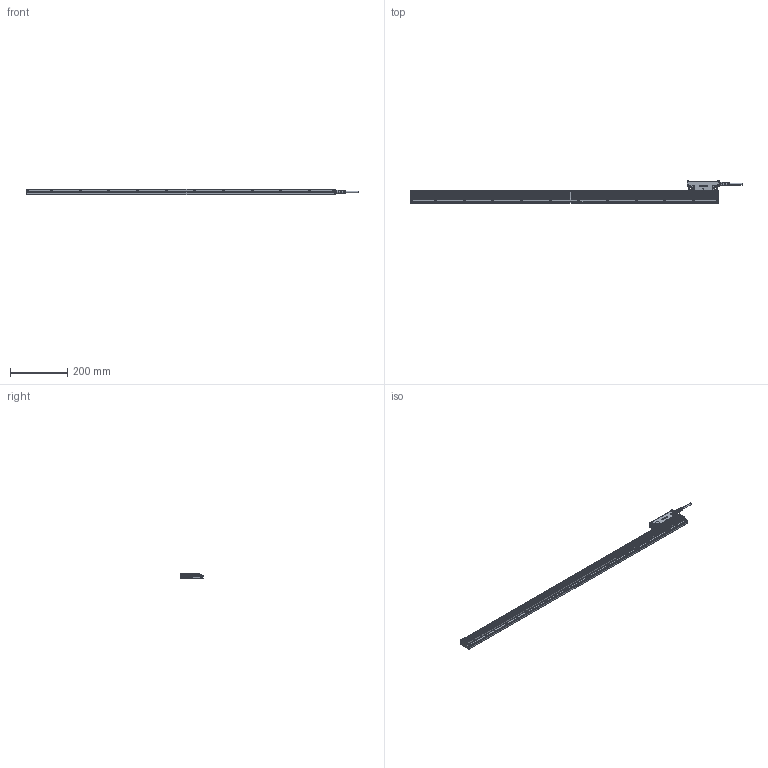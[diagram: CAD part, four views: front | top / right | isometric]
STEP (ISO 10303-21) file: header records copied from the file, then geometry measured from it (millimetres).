
FILE_DESCRIPTION(('CATIA V5 STEP','CAx-IF Rec.Pracs.--- Model Styling and Organization---1.4--- 2014-01-23'),'2;1');
FILE_NAME('SQ57-097-L.stp','2021-01-04T05:33:25+00:00',('none'),('none'),'CATIA Version 5-6 Release 2017 SP5','CATIA V5 STEP AP214','none');
FILE_SCHEMA(('AUTOMOTIVE_DESIGN { 1 0 10303 214 1 1 1 1 }'));
Products named in the file (4): SQ57-097-L; Head ASSY L; Scale cover 970; Scale base 970
Assembly tree (3 placements, depth 2):
  SQ57-097-L
    Head ASSY L
    Scale cover 970
    Scale base 970
Bounding box: 1160.5 x 77.01 x 20 mm (x, y, z)
Volume: 586870.2 mm3; surface area: 404343.2 mm2
Topology: 3 solids, 36 shells, 4188 faces, 11139 edges, 7094 vertices
Faces by surface type: cone 1326, plane 1171, cylinder 953, bspline 517, torus 176, sphere 34, extrusion 11
Entity records: 148397 total; most frequent: CARTESIAN_POINT 54767, ORIENTED_EDGE 22170, DIRECTION 14238, EDGE_CURVE 11085, VERTEX_POINT 7094, AXIS2_PLACEMENT_3D 7002, VECTOR 4653, LINE 4642
